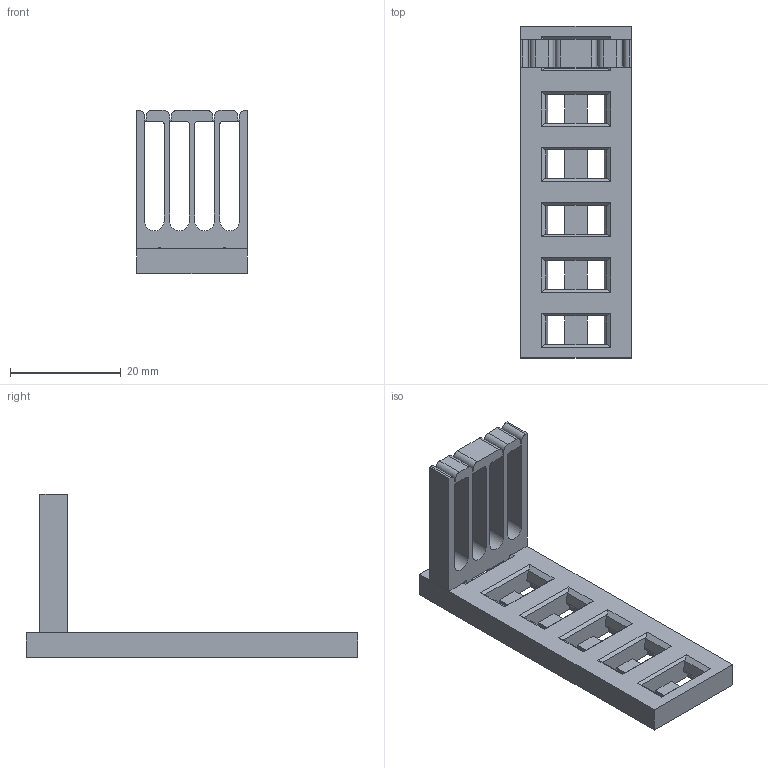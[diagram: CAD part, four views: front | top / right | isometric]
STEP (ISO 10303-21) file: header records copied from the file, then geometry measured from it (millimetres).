
FILE_DESCRIPTION(/* description */ ('STEP AP214'),/* implementation_level */ '2;1');
FILE_NAME(/* name */ '63a0db7f760fba40189be2a7',/* time_stamp */ '2022-12-19T21:45:36+00:00',/* author */ (''),/* organization */ (''),/* preprocessor_version */ 'ST-DEVELOPER v18.102',/* originating_system */ ' ',/* authorisation */ ' ');
FILE_SCHEMA (('AUTOMOTIVE_DESIGN {1 0 10303 214 3 1 1}'));
Length unit declared in the file: metre
Products named in the file (2): base; comb
Bounding box: 20 x 60 x 29.5 mm (x, y, z)
Volume: 5113.9 mm3; surface area: 5500 mm2
Topology: 2 solids, 2 shells, 178 faces, 552 edges, 368 vertices
Faces by surface type: plane 144, cylinder 34
Entity records: 6203 total; most frequent: ORIENTED_EDGE 1104, CARTESIAN_POINT 1100, DIRECTION 980, EDGE_CURVE 552, LINE 484, VECTOR 484, VERTEX_POINT 368, AXIS2_PLACEMENT_3D 248
